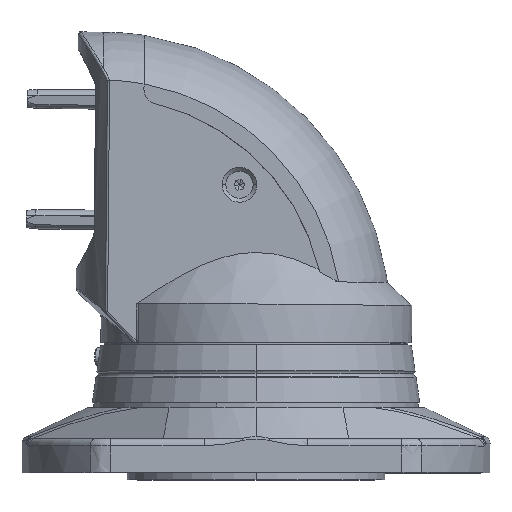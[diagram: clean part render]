
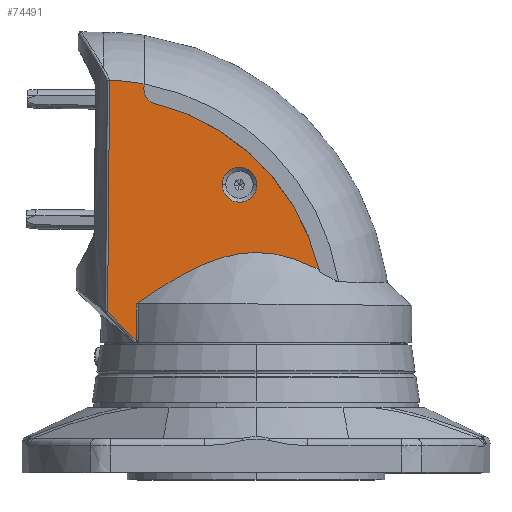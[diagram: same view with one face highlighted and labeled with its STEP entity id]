
A CAD part, top view. The second image highlights one B-rep face of the part: STEP entity #74491.
In plain terms, the highlighted face is planar.
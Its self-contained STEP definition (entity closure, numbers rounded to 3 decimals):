
#4957 = VECTOR ( 'NONE', #60674, 1000. ) ;
#4965 = EDGE_CURVE ( 'NONE', #72233, #15548, #53695, .T. ) ;
#5311 = CIRCLE ( 'NONE', #96333, 7.25 ) ;
#6498 = AXIS2_PLACEMENT_3D ( 'NONE', #66446, #84785, #30047 ) ;
#6538 = CARTESIAN_POINT ( 'NONE',  ( 41.5, 28.882, -50.464 ) ) ;
#6940 = CARTESIAN_POINT ( 'NONE',  ( 41.5, 16.658, -11.822 ) ) ;
#11676 = B_SPLINE_CURVE_WITH_KNOTS ( 'NONE', 3,
 ( #97349, #60967, #88521, #33791, #97749, #42967, #106913, #52178, #116089, #61367, #6538, #70538, #15755, #79751, #24972, #88919, #34179, #98144, #43354, #107304, #52575, #116487, #61746, #6940, #70953, #16164, #80146, #25381 ),
 .UNSPECIFIED., .F., .F.,
 ( 4, 2, 2, 2, 2, 2, 2, 2, 2, 2, 2, 2, 2, 4 ),
 ( -0.044, -0.033, -0.028, -0.026, -0.023, -0.018, -0.013, -0.008, -0.003, 0.002, 0.007, 0.018, 0.028, 0.038 ),
 .UNSPECIFIED. ) ;
#12244 = VERTEX_POINT ( 'NONE', #112280 ) ;
#12476 = AXIS2_PLACEMENT_3D ( 'NONE', #72036, #17239, #81220 ) ;
#13343 = AXIS2_PLACEMENT_3D ( 'NONE', #68857, #14066, #78048 ) ;
#13754 = FACE_OUTER_BOUND ( 'NONE', #101421, .T. ) ;
#13881 = CARTESIAN_POINT ( 'NONE',  ( 41.5, 0., 17. ) ) ;
#14066 = DIRECTION ( 'NONE',  ( -1., 0., 0. ) ) ;
#14279 = LINE ( 'NONE', #98714, #57282 ) ;
#14525 = CARTESIAN_POINT ( 'NONE',  ( 41.5, 98.51, 0. ) ) ;
#15291 = EDGE_CURVE ( 'NONE', #118299, #72233, #43235, .T. ) ;
#15548 = VERTEX_POINT ( 'NONE', #114700 ) ;
#15755 = CARTESIAN_POINT ( 'NONE',  ( 41.5, 28.928, -45.338 ) ) ;
#16164 = CARTESIAN_POINT ( 'NONE',  ( 41.5, 11.085, -3.218 ) ) ;
#17239 = DIRECTION ( 'NONE',  ( 1., 0., 0. ) ) ;
#17508 = EDGE_CURVE ( 'NONE', #40327, #12244, #11676, .T. ) ;
#19426 = CARTESIAN_POINT ( 'NONE',  ( 41.5, 57., -40. ) ) ;
#20792 = EDGE_CURVE ( 'NONE', #62087, #118299, #95508, .T. ) ;
#23069 = DIRECTION ( 'NONE',  ( 0., 0., -1. ) ) ;
#23480 = CARTESIAN_POINT ( 'NONE',  ( 41.5, -11., 0. ) ) ;
#24174 = VERTEX_POINT ( 'NONE', #73300 ) ;
#24972 = CARTESIAN_POINT ( 'NONE',  ( 41.5, 28.389, -40.227 ) ) ;
#25381 = CARTESIAN_POINT ( 'NONE',  ( 41.5, 7.135, 2.386 ) ) ;
#25925 = DIRECTION ( 'NONE',  ( 0., -0.707, -0.707 ) ) ;
#28708 = EDGE_LOOP ( 'NONE', ( #112892, #116217 ) ) ;
#30047 = DIRECTION ( 'NONE',  ( 0., -1., 0. ) ) ;
#32126 = DIRECTION ( 'NONE',  ( 0., 0., -1. ) ) ;
#33124 = DIRECTION ( 'NONE',  ( 0., 1., 0. ) ) ;
#33791 = CARTESIAN_POINT ( 'NONE',  ( 41.5, 26.596, -62.263 ) ) ;
#34179 = CARTESIAN_POINT ( 'NONE',  ( 41.5, 27.297, -35.149 ) ) ;
#35619 = ORIENTED_EDGE ( 'NONE', *, *, #95935, .T. ) ;
#35621 = ORIENTED_EDGE ( 'NONE', *, *, #4965, .T. ) ;
#36902 = CARTESIAN_POINT ( 'NONE',  ( 41.5, 99.926, 14.183 ) ) ;
#37299 = CIRCLE ( 'NONE', #12476, 93. ) ;
#39586 = CARTESIAN_POINT ( 'NONE',  ( 41.5, 99.925, 14.124 ) ) ;
#40175 = VERTEX_POINT ( 'NONE', #83118 ) ;
#40327 = VERTEX_POINT ( 'NONE', #66679 ) ;
#41677 = EDGE_CURVE ( 'NONE', #40175, #12244, #14279, .T. ) ;
#41746 = ORIENTED_EDGE ( 'NONE', *, *, #20792, .T. ) ;
#42282 = CARTESIAN_POINT ( 'NONE',  ( 41.5, -11., 14.301 ) ) ;
#42967 = CARTESIAN_POINT ( 'NONE',  ( 41.5, 27.705, -58.131 ) ) ;
#43235 = B_SPLINE_CURVE_WITH_KNOTS ( 'NONE', 3,
 ( #46100, #36902, #91653, #110033 ),
 .UNSPECIFIED., .F., .F.,
 ( 4, 4 ),
 ( 0., 0. ),
 .UNSPECIFIED. ) ;
#43354 = CARTESIAN_POINT ( 'NONE',  ( 41.5, 25.74, -30.193 ) ) ;
#44376 = ORIENTED_EDGE ( 'NONE', *, *, #112044, .T. ) ;
#46100 = CARTESIAN_POINT ( 'NONE',  ( 41.5, 99.925, 14.124 ) ) ;
#52055 = CARTESIAN_POINT ( 'NONE',  ( 41.5, 57., -40. ) ) ;
#52178 = CARTESIAN_POINT ( 'NONE',  ( 41.5, 28.225, -55.602 ) ) ;
#52575 = CARTESIAN_POINT ( 'NONE',  ( 41.5, 23.821, -25.402 ) ) ;
#53695 = LINE ( 'NONE', #42282, #4957 ) ;
#54503 = CIRCLE ( 'NONE', #69928, 7.25 ) ;
#54796 = LINE ( 'NONE', #23480, #100572 ) ;
#57282 = VECTOR ( 'NONE', #99124, 1000. ) ;
#57288 = PLANE ( 'NONE',  #6498 ) ;
#60674 = DIRECTION ( 'NONE',  ( 0., -1., 0. ) ) ;
#60967 = CARTESIAN_POINT ( 'NONE',  ( 41.5, 23.579, -70.257 ) ) ;
#61244 = DIRECTION ( 'NONE',  ( 0., 0., -1. ) ) ;
#61367 = CARTESIAN_POINT ( 'NONE',  ( 41.5, 28.735, -52.176 ) ) ;
#61746 = CARTESIAN_POINT ( 'NONE',  ( 41.5, 20.069, -17.729 ) ) ;
#62087 = VERTEX_POINT ( 'NONE', #14525 ) ;
#66446 = CARTESIAN_POINT ( 'NONE',  ( 41.5, -11., 27.5 ) ) ;
#66679 = CARTESIAN_POINT ( 'NONE',  ( 41.5, 22.056, -73.347 ) ) ;
#67825 = VECTOR ( 'NONE', #25925, 1000. ) ;
#68857 = CARTESIAN_POINT ( 'NONE',  ( 41.5, 96.291, -6. ) ) ;
#69232 = ORIENTED_EDGE ( 'NONE', *, *, #41677, .T. ) ;
#69928 = AXIS2_PLACEMENT_3D ( 'NONE', #52055, #115966, #61244 ) ;
#70538 = CARTESIAN_POINT ( 'NONE',  ( 41.5, 28.978, -47.045 ) ) ;
#70953 = CARTESIAN_POINT ( 'NONE',  ( 41.5, 14.847, -8.928 ) ) ;
#72036 = CARTESIAN_POINT ( 'NONE',  ( 41.5, 0., 17. ) ) ;
#72233 = VERTEX_POINT ( 'NONE', #87112 ) ;
#73300 = CARTESIAN_POINT ( 'NONE',  ( 41.5, 57., -32.75 ) ) ;
#74491 = ADVANCED_FACE ( 'NONE', ( #13754, #81029 ), #57288, .F. ) ;
#76482 = EDGE_CURVE ( 'NONE', #15548, #40175, #83592, .T. ) ;
#77379 = ORIENTED_EDGE ( 'NONE', *, *, #15291, .T. ) ;
#77862 = DIRECTION ( 'NONE',  ( 1., 0., 0. ) ) ;
#78048 = DIRECTION ( 'NONE',  ( 0., -1., 0. ) ) ;
#78307 = VERTEX_POINT ( 'NONE', #114559 ) ;
#79667 = ORIENTED_EDGE ( 'NONE', *, *, #17508, .F. ) ;
#79751 = CARTESIAN_POINT ( 'NONE',  ( 41.5, 28.633, -41.93 ) ) ;
#80146 = CARTESIAN_POINT ( 'NONE',  ( 41.5, 9.134, -0.401 ) ) ;
#80681 = CARTESIAN_POINT ( 'NONE',  ( 41.5, 3.005, 13.495 ) ) ;
#81029 = FACE_BOUND ( 'NONE', #28708, .T. ) ;
#81220 = DIRECTION ( 'NONE',  ( 0., -1., 0. ) ) ;
#82111 = AXIS2_PLACEMENT_3D ( 'NONE', #13881, #77862, #23069 ) ;
#83118 = CARTESIAN_POINT ( 'NONE',  ( 41.5, -8.103, 2.386 ) ) ;
#83387 = DIRECTION ( 'NONE',  ( 1., 0., 0. ) ) ;
#83592 = LINE ( 'NONE', #80681, #67825 ) ;
#84785 = DIRECTION ( 'NONE',  ( -1., 0., 0. ) ) ;
#85887 = CARTESIAN_POINT ( 'NONE',  ( 41.5, 57., -47.25 ) ) ;
#87112 = CARTESIAN_POINT ( 'NONE',  ( 41.5, 99.909, 14.301 ) ) ;
#88521 = CARTESIAN_POINT ( 'NONE',  ( 41.5, 24.937, -67.11 ) ) ;
#88919 = CARTESIAN_POINT ( 'NONE',  ( 41.5, 27.719, -36.828 ) ) ;
#89860 = EDGE_CURVE ( 'NONE', #24174, #117169, #5311, .T. ) ;
#91653 = CARTESIAN_POINT ( 'NONE',  ( 41.5, 99.921, 14.243 ) ) ;
#95508 = CIRCLE ( 'NONE', #82111, 99.966 ) ;
#95935 = EDGE_CURVE ( 'NONE', #102265, #62087, #54796, .T. ) ;
#96333 = AXIS2_PLACEMENT_3D ( 'NONE', #19426, #83387, #32126 ) ;
#97349 = CARTESIAN_POINT ( 'NONE',  ( 41.5, 22.056, -73.347 ) ) ;
#97749 = CARTESIAN_POINT ( 'NONE',  ( 41.5, 27.086, -60.626 ) ) ;
#97885 = ORIENTED_EDGE ( 'NONE', *, *, #76482, .T. ) ;
#98144 = CARTESIAN_POINT ( 'NONE',  ( 41.5, 26.308, -31.834 ) ) ;
#98714 = CARTESIAN_POINT ( 'NONE',  ( 41.5, 7.5, 2.386 ) ) ;
#99124 = DIRECTION ( 'NONE',  ( 0., 1., 0. ) ) ;
#100572 = VECTOR ( 'NONE', #33124, 1000. ) ;
#101421 = EDGE_LOOP ( 'NONE', ( #97885, #69232, #79667, #44376, #111998, #35619, #41746, #77379, #35621 ) ) ;
#101435 = CIRCLE ( 'NONE', #13343, 6. ) ;
#102265 = VERTEX_POINT ( 'NONE', #115802 ) ;
#106913 = CARTESIAN_POINT ( 'NONE',  ( 41.5, 27.893, -57.292 ) ) ;
#107304 = CARTESIAN_POINT ( 'NONE',  ( 41.5, 24.497, -26.979 ) ) ;
#110033 = CARTESIAN_POINT ( 'NONE',  ( 41.5, 99.909, 14.301 ) ) ;
#111839 = EDGE_CURVE ( 'NONE', #117169, #24174, #54503, .T. ) ;
#111998 = ORIENTED_EDGE ( 'NONE', *, *, #113971, .T. ) ;
#112044 = EDGE_CURVE ( 'NONE', #40327, #78307, #37299, .T. ) ;
#112280 = CARTESIAN_POINT ( 'NONE',  ( 41.5, 7.135, 2.386 ) ) ;
#112892 = ORIENTED_EDGE ( 'NONE', *, *, #111839, .F. ) ;
#113971 = EDGE_CURVE ( 'NONE', #78307, #102265, #101435, .T. ) ;
#114559 = CARTESIAN_POINT ( 'NONE',  ( 41.5, 90.455, -4.606 ) ) ;
#114700 = CARTESIAN_POINT ( 'NONE',  ( 41.5, 3.812, 14.301 ) ) ;
#115802 = CARTESIAN_POINT ( 'NONE',  ( 41.5, 96.291, 0. ) ) ;
#115966 = DIRECTION ( 'NONE',  ( 1., 0., 0. ) ) ;
#116089 = CARTESIAN_POINT ( 'NONE',  ( 41.5, 28.37, -54.747 ) ) ;
#116217 = ORIENTED_EDGE ( 'NONE', *, *, #89860, .F. ) ;
#116487 = CARTESIAN_POINT ( 'NONE',  ( 41.5, 21.67, -20.742 ) ) ;
#117169 = VERTEX_POINT ( 'NONE', #85887 ) ;
#118299 = VERTEX_POINT ( 'NONE', #39586 ) ;
